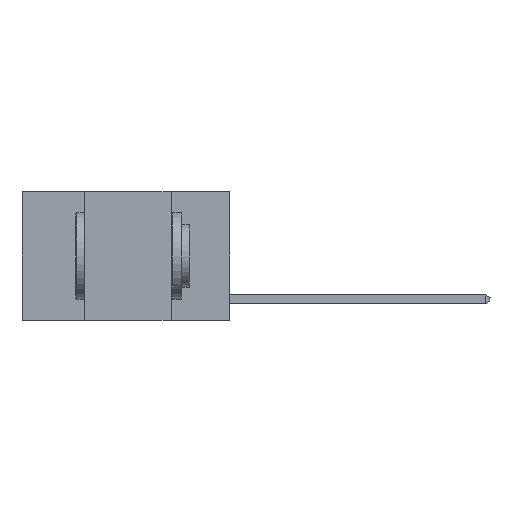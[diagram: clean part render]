
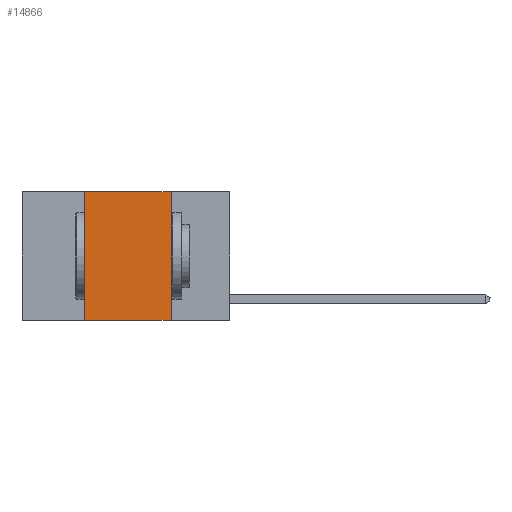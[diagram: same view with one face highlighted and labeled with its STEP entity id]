
A CAD part, left-side view. The second image highlights one B-rep face of the part: STEP entity #14866.
In plain terms, the highlighted planar face has unit normal (-1, 0, 0).
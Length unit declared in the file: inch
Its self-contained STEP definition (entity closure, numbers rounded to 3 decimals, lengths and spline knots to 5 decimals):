
#108 = FACE_OUTER_BOUND ( 'NONE', #4974, .T. ) ;
#627 = CARTESIAN_POINT ( 'NONE',  ( 0., 0.17, 0. ) ) ;
#1399 = ORIENTED_EDGE ( 'NONE', *, *, #3949, .F. ) ;
#1506 = LINE ( 'NONE', #10649, #7349 ) ;
#1802 = ORIENTED_EDGE ( 'NONE', *, *, #15440, .T. ) ;
#2017 = PLANE ( 'NONE',  #11692 ) ;
#2407 = CARTESIAN_POINT ( 'NONE',  ( 0., 0.17, 0. ) ) ;
#2499 = LINE ( 'NONE', #2407, #8671 ) ;
#3346 = CARTESIAN_POINT ( 'NONE',  ( 0., 0.6, 0. ) ) ;
#3949 = EDGE_CURVE ( 'NONE', #6409, #8510, #15028, .T. ) ;
#4093 = VERTEX_POINT ( 'NONE', #14124 ) ;
#4297 = VECTOR ( 'NONE', #13312, 39.37008 ) ;
#4602 = DIRECTION ( 'NONE',  ( 0., 0., -1. ) ) ;
#4635 = DIRECTION ( 'NONE',  ( 0., -1., 0. ) ) ;
#4974 = EDGE_LOOP ( 'NONE', ( #10780, #13903, #1399, #1802 ) ) ;
#6226 = CARTESIAN_POINT ( 'NONE',  ( 0., 0.6, 0. ) ) ;
#6409 = VERTEX_POINT ( 'NONE', #11296 ) ;
#7349 = VECTOR ( 'NONE', #4635, 39.37008 ) ;
#7950 = LINE ( 'NONE', #6226, #4297 ) ;
#8071 = EDGE_CURVE ( 'NONE', #14785, #4093, #2499, .T. ) ;
#8510 = VERTEX_POINT ( 'NONE', #12678 ) ;
#8671 = VECTOR ( 'NONE', #10932, 39.37008 ) ;
#10320 = CARTESIAN_POINT ( 'NONE',  ( 0., 0.42, 0. ) ) ;
#10649 = CARTESIAN_POINT ( 'NONE',  ( 0., 0.6, -0.37 ) ) ;
#10780 = ORIENTED_EDGE ( 'NONE', *, *, #8071, .F. ) ;
#10932 = DIRECTION ( 'NONE',  ( 0., 0., -1. ) ) ;
#11296 = CARTESIAN_POINT ( 'NONE',  ( 0., 0.42, -0.37 ) ) ;
#11520 = DIRECTION ( 'NONE',  ( 0., 0., 1. ) ) ;
#11692 = AXIS2_PLACEMENT_3D ( 'NONE', #3346, #11808, #4602 ) ;
#11808 = DIRECTION ( 'NONE',  ( 1., 0., 0. ) ) ;
#11915 = VECTOR ( 'NONE', #11520, 39.37008 ) ;
#12678 = CARTESIAN_POINT ( 'NONE',  ( 0., 0.42, 0. ) ) ;
#13312 = DIRECTION ( 'NONE',  ( 0., -1., 0. ) ) ;
#13903 = ORIENTED_EDGE ( 'NONE', *, *, #14414, .F. ) ;
#14124 = CARTESIAN_POINT ( 'NONE',  ( 0., 0.17, -0.37 ) ) ;
#14414 = EDGE_CURVE ( 'NONE', #8510, #14785, #7950, .T. ) ;
#14785 = VERTEX_POINT ( 'NONE', #627 ) ;
#14866 = ADVANCED_FACE ( 'NONE', ( #108 ), #2017, .F. ) ;
#15028 = LINE ( 'NONE', #10320, #11915 ) ;
#15440 = EDGE_CURVE ( 'NONE', #6409, #4093, #1506, .T. ) ;
